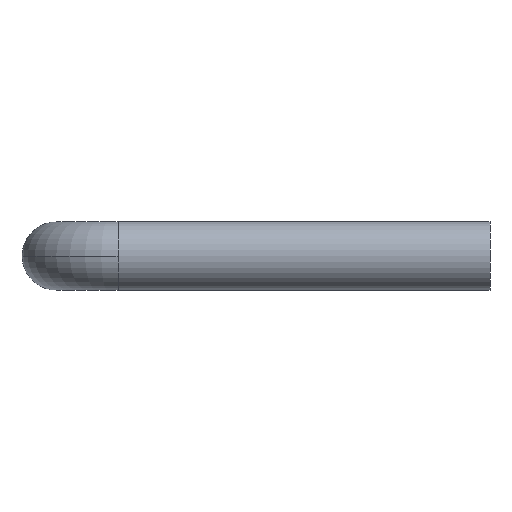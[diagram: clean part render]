
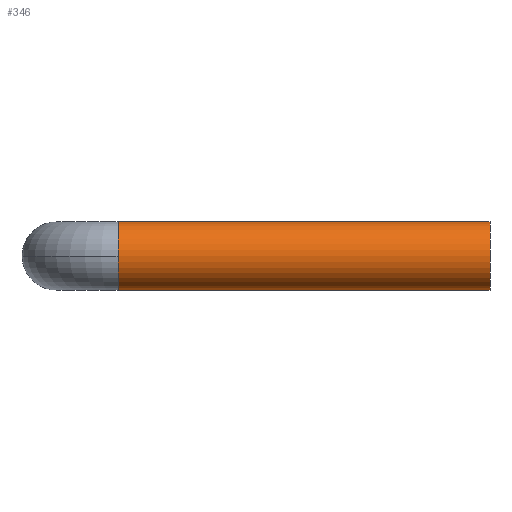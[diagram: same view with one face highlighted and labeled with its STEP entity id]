
A CAD part, left-side view. The second image highlights one B-rep face of the part: STEP entity #346.
In plain terms, the highlighted cylindrical face has radius 0.55 mm (diameter 1.1 mm), a partial arc.
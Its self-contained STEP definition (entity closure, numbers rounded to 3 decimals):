
#17 = VERTEX_POINT ( 'NONE', #162 ) ;
#18 = CIRCLE ( 'NONE', #114, 0.55 ) ;
#23 = CARTESIAN_POINT ( 'NONE',  ( 0., 0., 0.55 ) ) ;
#28 = CARTESIAN_POINT ( 'NONE',  ( 0., 6., -0.55 ) ) ;
#42 = ORIENTED_EDGE ( 'NONE', *, *, #320, .F. ) ;
#53 = DIRECTION ( 'NONE',  ( 0., 0., 1. ) ) ;
#76 = LINE ( 'NONE', #246, #132 ) ;
#79 = DIRECTION ( 'NONE',  ( 0., 1., 0. ) ) ;
#80 = EDGE_CURVE ( 'NONE', #181, #95, #18, .T. ) ;
#86 = DIRECTION ( 'NONE',  ( 0., 0., -1. ) ) ;
#92 = EDGE_LOOP ( 'NONE', ( #212, #42, #207, #103 ) ) ;
#94 = EDGE_CURVE ( 'NONE', #17, #95, #76, .T. ) ;
#95 = VERTEX_POINT ( 'NONE', #28 ) ;
#100 = EDGE_CURVE ( 'NONE', #152, #181, #272, .T. ) ;
#103 = ORIENTED_EDGE ( 'NONE', *, *, #80, .T. ) ;
#114 = AXIS2_PLACEMENT_3D ( 'NONE', #139, #270, #164 ) ;
#115 = DIRECTION ( 'NONE',  ( 0., 1., 0. ) ) ;
#118 = DIRECTION ( 'NONE',  ( 0., -1., 0. ) ) ;
#120 = CARTESIAN_POINT ( 'NONE',  ( 0., 0., 0. ) ) ;
#127 = AXIS2_PLACEMENT_3D ( 'NONE', #120, #118, #86 ) ;
#132 = VECTOR ( 'NONE', #115, 1000. ) ;
#139 = CARTESIAN_POINT ( 'NONE',  ( 0., 6., 0. ) ) ;
#148 = FACE_OUTER_BOUND ( 'NONE', #92, .T. ) ;
#152 = VERTEX_POINT ( 'NONE', #343 ) ;
#162 = CARTESIAN_POINT ( 'NONE',  ( 0., 0., -0.55 ) ) ;
#163 = VECTOR ( 'NONE', #79, 1000. ) ;
#164 = DIRECTION ( 'NONE',  ( 0., 0., -1. ) ) ;
#176 = DIRECTION ( 'NONE',  ( 0., 1., 0. ) ) ;
#177 = CYLINDRICAL_SURFACE ( 'NONE', #203, 0.55 ) ;
#181 = VERTEX_POINT ( 'NONE', #216 ) ;
#203 = AXIS2_PLACEMENT_3D ( 'NONE', #298, #176, #53 ) ;
#207 = ORIENTED_EDGE ( 'NONE', *, *, #100, .T. ) ;
#212 = ORIENTED_EDGE ( 'NONE', *, *, #94, .F. ) ;
#216 = CARTESIAN_POINT ( 'NONE',  ( 0., 6., 0.55 ) ) ;
#246 = CARTESIAN_POINT ( 'NONE',  ( 0., 0., -0.55 ) ) ;
#270 = DIRECTION ( 'NONE',  ( 0., -1., 0. ) ) ;
#272 = LINE ( 'NONE', #23, #163 ) ;
#298 = CARTESIAN_POINT ( 'NONE',  ( 0., 0., 0. ) ) ;
#320 = EDGE_CURVE ( 'NONE', #152, #17, #328, .T. ) ;
#328 = CIRCLE ( 'NONE', #127, 0.55 ) ;
#343 = CARTESIAN_POINT ( 'NONE',  ( 0., 0., 0.55 ) ) ;
#346 = ADVANCED_FACE ( 'NONE', ( #148 ), #177, .T. ) ;
